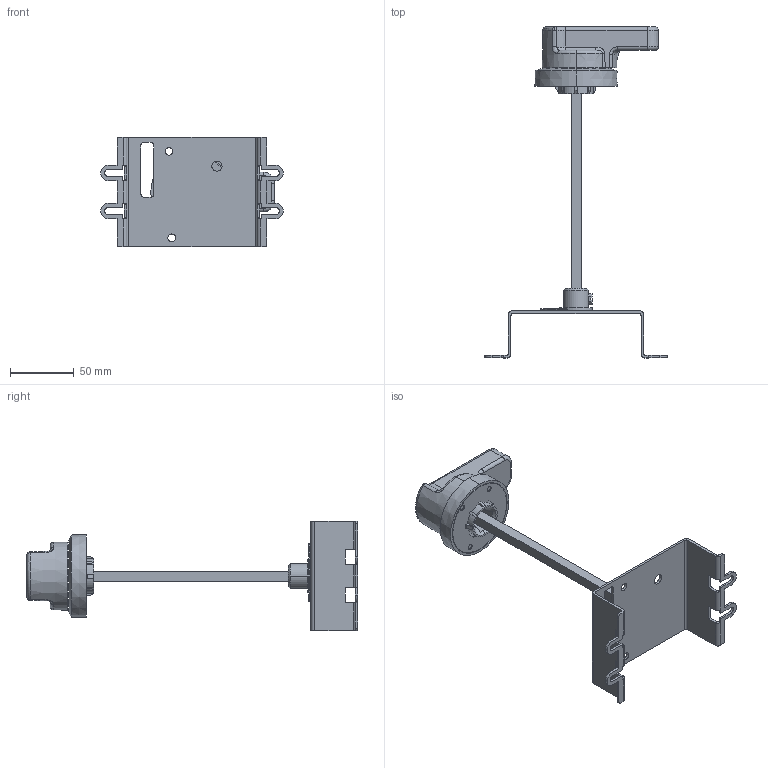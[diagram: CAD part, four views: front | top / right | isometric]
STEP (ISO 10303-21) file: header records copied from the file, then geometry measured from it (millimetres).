
FILE_DESCRIPTION (( 'STEP AP203' ), '1' );
FILE_NAME ('mccb-1-CS1-ETU-av.ÃÌ AV POWER-1 Ðó÷íîé ïîâîðîòíûé ïðèâîä CS1 äëÿ ETU.STEP', '2024-04-25T06:20:04', ( '' ), ( '' ), 'SwSTEP 2.0', 'SolidWorks 2021', '' );
FILE_SCHEMA (( 'CONFIG_CONTROL_DESIGN' ));
Length unit declared in the file: millimetre
Products named in the file (4): mccb-1-CS1-ETU-av.襟-2_00; mccb-1-CS1-ETU-av.ÃÌ AV POWER-1 Ðó÷íîé ïîâîðîòíûé ïðèâîä CS1 äëÿ ETU; mccb-1-CS1-ETU-av.襟-3_00; mccb-1-CS1-ETU-av.襟-1_00
Assembly tree (3 placements, depth 2):
  mccb-1-CS1-ETU-av.ÃÌ AV POWER-1 Ðó÷íîé ïîâîðîòíûé ïðèâîä CS1 äëÿ ETU
    mccb-1-CS1-ETU-av.襟-1_00
    mccb-1-CS1-ETU-av.襟-2_00
    mccb-1-CS1-ETU-av.襟-3_00
Bounding box: 143.9 x 261.1 x 86 mm (x, y, z)
Volume: 174005.2 mm3; surface area: 70038.3 mm2
Topology: 8 solids, 8 shells, 356 faces, 954 edges, 617 vertices
Faces by surface type: plane 192, cylinder 102, cone 25, torus 22, bspline 12, sphere 3
Entity records: 12393 total; most frequent: CARTESIAN_POINT 2969, ORIENTED_EDGE 1908, DIRECTION 1879, EDGE_CURVE 954, AXIS2_PLACEMENT_3D 641, VERTEX_POINT 617, VECTOR 597, LINE 597
